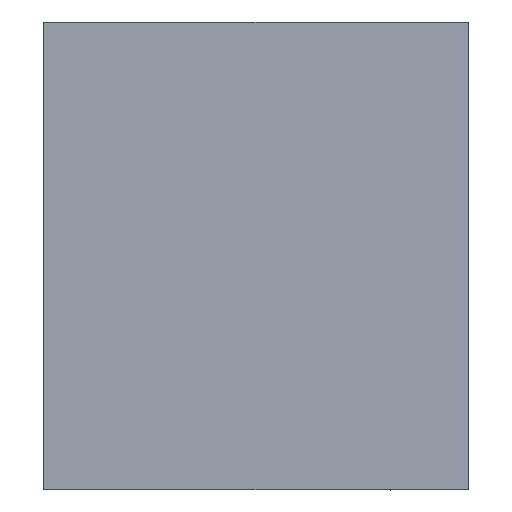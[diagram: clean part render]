
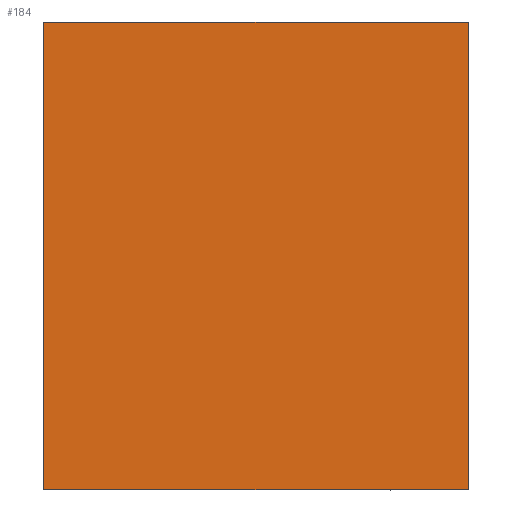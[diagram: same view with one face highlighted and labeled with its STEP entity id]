
A CAD part, front view. The second image highlights one B-rep face of the part: STEP entity #184.
In plain terms, the highlighted planar face has unit normal (0, -1, 0).
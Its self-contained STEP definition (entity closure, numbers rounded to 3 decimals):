
#16=LINE('',#4406,#28);
#17=LINE('',#4409,#29);
#18=LINE('',#4411,#30);
#19=LINE('',#4412,#31);
#28=VECTOR('',#223,10.);
#29=VECTOR('',#226,10.);
#30=VECTOR('',#227,10.);
#31=VECTOR('',#228,10.);
#46=PLANE('',#207);
#58=FACE_OUTER_BOUND('',#70,.T.);
#70=EDGE_LOOP('',(#155,#156,#157,#158));
#96=VERTEX_POINT('',#4400);
#98=VERTEX_POINT('',#4404);
#99=VERTEX_POINT('',#4408);
#100=VERTEX_POINT('',#4410);
#118=EDGE_CURVE('',#96,#98,#16,.T.);
#119=EDGE_CURVE('',#96,#99,#17,.T.);
#120=EDGE_CURVE('',#100,#98,#18,.T.);
#121=EDGE_CURVE('',#99,#100,#19,.T.);
#155=ORIENTED_EDGE('',*,*,#119,.F.);
#156=ORIENTED_EDGE('',*,*,#118,.T.);
#157=ORIENTED_EDGE('',*,*,#120,.F.);
#158=ORIENTED_EDGE('',*,*,#121,.F.);
#184=ADVANCED_FACE('',(#58),#46,.T.);
#207=AXIS2_PLACEMENT_3D('',#4407,#224,#225);
#223=DIRECTION('',(0.,0.,1.));
#224=DIRECTION('center_axis',(0.,-1.,0.));
#225=DIRECTION('ref_axis',(1.,0.,0.));
#226=DIRECTION('',(-1.,0.,0.));
#227=DIRECTION('',(1.,0.,0.));
#228=DIRECTION('',(0.,0.,1.));
#4400=CARTESIAN_POINT('',(0.,0.,0.));
#4404=CARTESIAN_POINT('',(0.,0.,320.));
#4406=CARTESIAN_POINT('',(0.,0.,0.));
#4407=CARTESIAN_POINT('Origin',(-290.,0.,0.));
#4408=CARTESIAN_POINT('',(-290.,0.,0.));
#4409=CARTESIAN_POINT('',(0.,0.,0.));
#4410=CARTESIAN_POINT('',(-290.,0.,320.));
#4411=CARTESIAN_POINT('',(0.,0.,320.));
#4412=CARTESIAN_POINT('',(-290.,0.,0.));
